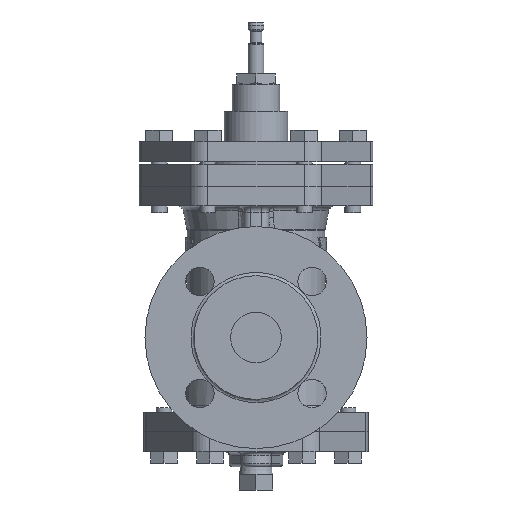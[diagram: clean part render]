
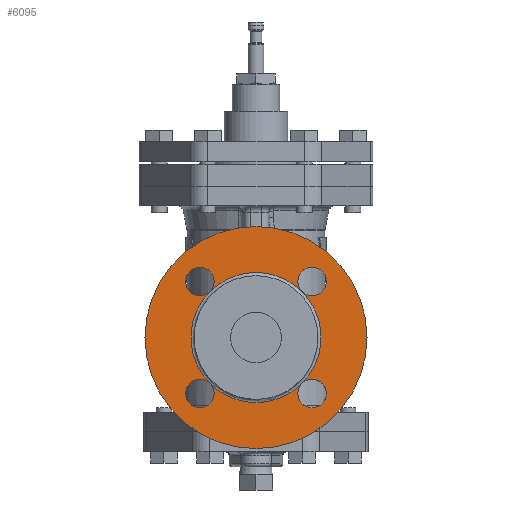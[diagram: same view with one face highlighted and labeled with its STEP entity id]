
A CAD part, left-side view. The second image highlights one B-rep face of the part: STEP entity #6095.
In plain terms, the highlighted planar face has unit normal (-1, 0, 0).
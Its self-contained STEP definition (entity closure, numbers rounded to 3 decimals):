
#1205=PLANE('',#6651);
#1346=FACE_BOUND('',#2130,.T.);
#1648=FACE_OUTER_BOUND('',#2129,.T.);
#2129=EDGE_LOOP('',(#5132));
#2130=EDGE_LOOP('',(#5133,#5134,#5135,#5136,#5137,#5138,#5139,#5140));
#2483=CIRCLE('',#6644,70.);
#2485=CIRCLE('',#6647,41.);
#2486=CIRCLE('',#6648,41.);
#2487=CIRCLE('',#6649,41.);
#2488=CIRCLE('',#6650,41.);
#2489=CIRCLE('',#6652,9.);
#2490=CIRCLE('',#6653,9.);
#2491=CIRCLE('',#6654,9.);
#2492=CIRCLE('',#6655,9.);
#3029=VERTEX_POINT('',#10123);
#3031=VERTEX_POINT('',#10128);
#3032=VERTEX_POINT('',#10129);
#3033=VERTEX_POINT('',#10131);
#3034=VERTEX_POINT('',#10133);
#3767=EDGE_CURVE('',#3029,#3029,#2483,.T.);
#3769=EDGE_CURVE('',#3031,#3032,#2485,.T.);
#3770=EDGE_CURVE('',#3032,#3033,#2486,.T.);
#3771=EDGE_CURVE('',#3033,#3034,#2487,.T.);
#3772=EDGE_CURVE('',#3034,#3031,#2488,.T.);
#3773=EDGE_CURVE('',#3034,#3034,#2489,.T.);
#3774=EDGE_CURVE('',#3033,#3033,#2490,.T.);
#3775=EDGE_CURVE('',#3032,#3032,#2491,.T.);
#3776=EDGE_CURVE('',#3031,#3031,#2492,.T.);
#5132=ORIENTED_EDGE('',*,*,#3767,.F.);
#5133=ORIENTED_EDGE('',*,*,#3773,.T.);
#5134=ORIENTED_EDGE('',*,*,#3771,.F.);
#5135=ORIENTED_EDGE('',*,*,#3774,.T.);
#5136=ORIENTED_EDGE('',*,*,#3770,.F.);
#5137=ORIENTED_EDGE('',*,*,#3775,.T.);
#5138=ORIENTED_EDGE('',*,*,#3769,.F.);
#5139=ORIENTED_EDGE('',*,*,#3776,.T.);
#5140=ORIENTED_EDGE('',*,*,#3772,.F.);
#6095=ADVANCED_FACE('',(#1648,#1346),#1205,.F.);
#6644=AXIS2_PLACEMENT_3D('',#10124,#8082,#8083);
#6647=AXIS2_PLACEMENT_3D('',#10130,#8088,#8089);
#6648=AXIS2_PLACEMENT_3D('',#10132,#8090,#8091);
#6649=AXIS2_PLACEMENT_3D('',#10134,#8092,#8093);
#6650=AXIS2_PLACEMENT_3D('',#10135,#8094,#8095);
#6651=AXIS2_PLACEMENT_3D('',#10136,#8096,#8097);
#6652=AXIS2_PLACEMENT_3D('',#10137,#8098,#8099);
#6653=AXIS2_PLACEMENT_3D('',#10138,#8100,#8101);
#6654=AXIS2_PLACEMENT_3D('',#10139,#8102,#8103);
#6655=AXIS2_PLACEMENT_3D('',#10140,#8104,#8105);
#8082=DIRECTION('center_axis',(1.,0.,0.));
#8083=DIRECTION('ref_axis',(0.,0.,1.));
#8088=DIRECTION('center_axis',(-1.,0.,0.));
#8089=DIRECTION('ref_axis',(0.,0.,1.));
#8090=DIRECTION('center_axis',(-1.,0.,0.));
#8091=DIRECTION('ref_axis',(0.,0.,1.));
#8092=DIRECTION('center_axis',(-1.,0.,0.));
#8093=DIRECTION('ref_axis',(0.,0.,1.));
#8094=DIRECTION('center_axis',(-1.,0.,0.));
#8095=DIRECTION('ref_axis',(0.,0.,1.));
#8096=DIRECTION('center_axis',(1.,0.,0.));
#8097=DIRECTION('ref_axis',(0.,0.,-1.));
#8098=DIRECTION('center_axis',(1.,0.,0.));
#8099=DIRECTION('ref_axis',(0.,0.,-1.));
#8100=DIRECTION('center_axis',(1.,0.,0.));
#8101=DIRECTION('ref_axis',(0.,1.,0.));
#8102=DIRECTION('center_axis',(1.,0.,0.));
#8103=DIRECTION('ref_axis',(0.,0.,
1.));
#8104=DIRECTION('center_axis',(1.,0.,0.));
#8105=DIRECTION('ref_axis',(0.,-1.,0.));
#10123=CARTESIAN_POINT('',(-88.,0.,-70.));
#10124=CARTESIAN_POINT('Origin',(-88.,0.,0.));
#10128=CARTESIAN_POINT('',(-88.,28.991,-28.991));
#10129=CARTESIAN_POINT('',(-88.,-28.991,-28.991));
#10130=CARTESIAN_POINT('Origin',(-88.,0.,0.));
#10131=CARTESIAN_POINT('',(-88.,-28.991,28.991));
#10132=CARTESIAN_POINT('Origin',(-88.,0.,0.));
#10133=CARTESIAN_POINT('',(-88.,28.991,28.991));
#10134=CARTESIAN_POINT('Origin',(-88.,0.,0.));
#10135=CARTESIAN_POINT('Origin',(-88.,0.,0.));
#10136=CARTESIAN_POINT('Origin',(-88.,0.,0.));
#10137=CARTESIAN_POINT('Origin',(-88.,35.355,35.355));
#10138=CARTESIAN_POINT('Origin',(-88.,-35.355,35.355));
#10139=CARTESIAN_POINT('Origin',(-88.,-35.355,-35.355));
#10140=CARTESIAN_POINT('Origin',(-88.,35.355,-35.355));
